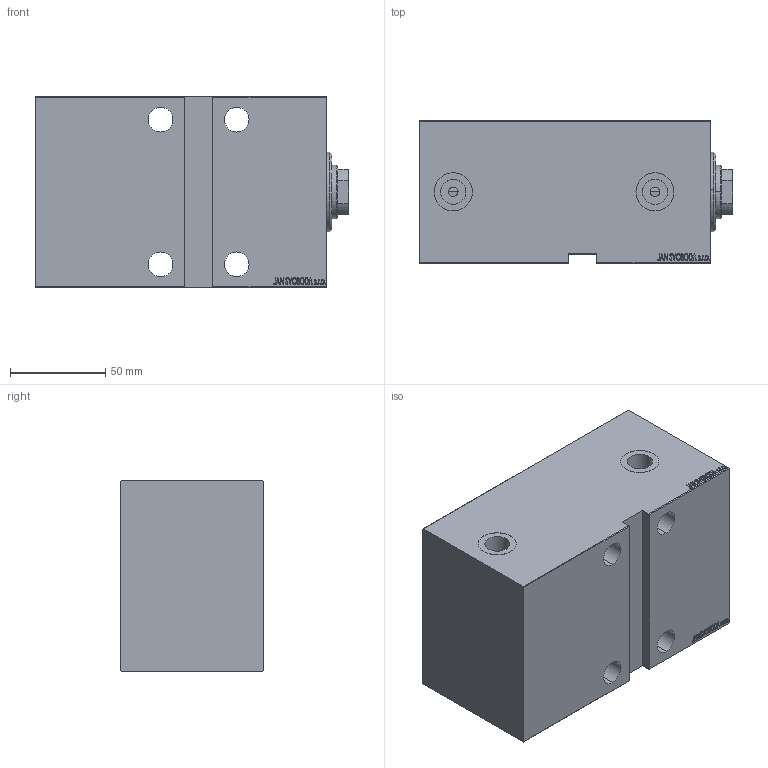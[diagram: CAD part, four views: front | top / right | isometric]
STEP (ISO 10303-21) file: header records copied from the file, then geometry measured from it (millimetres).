
FILE_DESCRIPTION (( 'STEP AP203' ), '1' );
FILE_NAME ('8f55.STEP', '2021-03-18T18:46:43', ( '' ), ( '' ), 'SwSTEP 2.0', 'SolidWorks 2019', '' );
FILE_SCHEMA (( 'CONFIG_CONTROL_DESIGN' ));
Length unit declared in the file: millimetre
Products named in the file (4): V450CM_VC_G f0b1c8f4c00cac6f8937d5b6b4a17aa8; V450CM_G_VCP f0b1c8f4c00cac6f8937d5b6b4a17aa8; 8f55; V450CM_G f0b1c8f4c00cac6f8937d5b6b4a17aa8
Assembly tree (3 placements, depth 2):
  8f55
    V450CM_G f0b1c8f4c00cac6f8937d5b6b4a17aa8
    V450CM_G_VCP f0b1c8f4c00cac6f8937d5b6b4a17aa8
    V450CM_VC_G f0b1c8f4c00cac6f8937d5b6b4a17aa8
Bounding box: 165 x 75 x 100 mm (x, y, z)
Volume: 936084.7 mm3; surface area: 135241.1 mm2
Topology: 3 solids, 3 shells, 874 faces, 2243 edges, 1487 vertices
Faces by surface type: plane 416, bspline 380, cylinder 64, cone 14
Entity records: 43775 total; most frequent: CARTESIAN_POINT 24592, ORIENTED_EDGE 4482, DIRECTION 2607, EDGE_CURVE 2241, VERTEX_POINT 1487, LINE 1327, VECTOR 1327, EDGE_LOOP 1002
